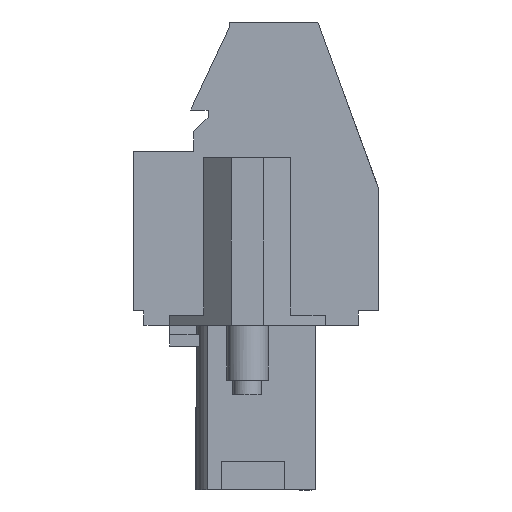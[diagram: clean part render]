
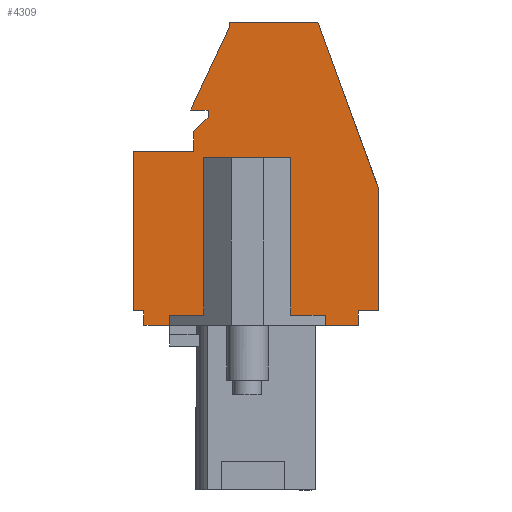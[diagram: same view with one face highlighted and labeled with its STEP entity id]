
A CAD part, left-side view. The second image highlights one B-rep face of the part: STEP entity #4309.
In plain terms, the highlighted planar face has unit normal (-1, 0, 0).
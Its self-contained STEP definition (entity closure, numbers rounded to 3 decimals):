
#1639=AXIS2_PLACEMENT_3D('Plane Axis2P3D',#1636,#1637,#1638) ;
#107=CARTESIAN_POINT('Line Origine',(3.47,1.782,7.95)) ;
#111=CARTESIAN_POINT('Vertex',(3.47,2.58,7.95)) ;
#113=CARTESIAN_POINT('Vertex',(3.47,0.983,7.95)) ;
#148=CARTESIAN_POINT('Vertex',(3.47,10.08,7.95)) ;
#151=CARTESIAN_POINT('Line Origine',(3.47,10.705,7.95)) ;
#155=CARTESIAN_POINT('Vertex',(3.47,11.33,7.95)) ;
#1636=CARTESIAN_POINT('Axis2P3D Location',(3.47,0.,0.)) ;
#4165=CARTESIAN_POINT('Line Origine',(3.47,0.983,8.3)) ;
#4169=CARTESIAN_POINT('Vertex',(3.47,0.983,8.65)) ;
#4172=CARTESIAN_POINT('Line Origine',(3.47,0.492,8.65)) ;
#4176=CARTESIAN_POINT('Vertex',(3.47,0.,8.65)) ;
#4179=CARTESIAN_POINT('Line Origine',(3.47,0.,11.611)) ;
#4183=CARTESIAN_POINT('Vertex',(3.47,0.,14.572)) ;
#4186=CARTESIAN_POINT('Line Origine',(3.47,1.461,18.586)) ;
#4190=CARTESIAN_POINT('Vertex',(3.47,2.922,22.6)) ;
#4193=CARTESIAN_POINT('Line Origine',(3.47,5.052,22.6)) ;
#4197=CARTESIAN_POINT('Vertex',(3.47,7.181,22.6)) ;
#4200=CARTESIAN_POINT('Line Origine',(3.47,7.181,22.5)) ;
#4204=CARTESIAN_POINT('Vertex',(3.47,7.181,22.4)) ;
#4207=CARTESIAN_POINT('Line Origine',(3.47,8.126,20.375)) ;
#4211=CARTESIAN_POINT('Vertex',(3.47,9.07,18.35)) ;
#4214=CARTESIAN_POINT('Line Origine',(3.47,8.65,18.35)) ;
#4218=CARTESIAN_POINT('Vertex',(3.47,8.23,18.35)) ;
#4221=CARTESIAN_POINT('Line Origine',(3.47,8.23,18.175)) ;
#4225=CARTESIAN_POINT('Vertex',(3.47,8.23,18.)) ;
#4228=CARTESIAN_POINT('Line Origine',(3.47,8.58,17.65)) ;
#4232=CARTESIAN_POINT('Vertex',(3.47,8.93,17.3)) ;
#4235=CARTESIAN_POINT('Line Origine',(3.47,8.93,16.825)) ;
#4239=CARTESIAN_POINT('Vertex',(3.47,8.93,16.35)) ;
#4242=CARTESIAN_POINT('Line Origine',(3.47,10.38,16.35)) ;
#4246=CARTESIAN_POINT('Vertex',(3.47,11.83,16.35)) ;
#4249=CARTESIAN_POINT('Line Origine',(3.47,11.83,12.5)) ;
#4253=CARTESIAN_POINT('Vertex',(3.47,11.83,8.65)) ;
#4256=CARTESIAN_POINT('Line Origine',(3.47,11.58,8.65)) ;
#4260=CARTESIAN_POINT('Vertex',(3.47,11.33,8.65)) ;
#4263=CARTESIAN_POINT('Line Origine',(3.47,11.33,8.3)) ;
#4268=CARTESIAN_POINT('Line Origine',(3.47,10.08,8.2)) ;
#4272=CARTESIAN_POINT('Vertex',(3.47,10.08,8.45)) ;
#4275=CARTESIAN_POINT('Line Origine',(3.47,6.33,8.45)) ;
#4279=CARTESIAN_POINT('Vertex',(3.47,2.58,8.45)) ;
#4282=CARTESIAN_POINT('Line Origine',(3.47,2.58,8.2)) ;
#108=DIRECTION('Vector Direction',(0.,-1.,0.)) ;
#152=DIRECTION('Vector Direction',(0.,-1.,0.)) ;
#1637=DIRECTION('Axis2P3D Direction',(-1.,0.,0.)) ;
#1638=DIRECTION('Axis2P3D XDirection',(0.,0.,1.)) ;
#4166=DIRECTION('Vector Direction',(0.,0.,1.)) ;
#4173=DIRECTION('Vector Direction',(0.,-1.,0.)) ;
#4180=DIRECTION('Vector Direction',(0.,0.,1.)) ;
#4187=DIRECTION('Vector Direction',(0.,-0.342,-0.94)) ;
#4194=DIRECTION('Vector Direction',(0.,-1.,0.)) ;
#4201=DIRECTION('Vector Direction',(0.,0.,1.)) ;
#4208=DIRECTION('Vector Direction',(0.,-0.423,0.906)) ;
#4215=DIRECTION('Vector Direction',(0.,1.,0.)) ;
#4222=DIRECTION('Vector Direction',(0.,0.,1.)) ;
#4229=DIRECTION('Vector Direction',(0.,-0.707,0.707)) ;
#4236=DIRECTION('Vector Direction',(0.,0.,1.)) ;
#4243=DIRECTION('Vector Direction',(0.,-1.,0.)) ;
#4250=DIRECTION('Vector Direction',(0.,0.,1.)) ;
#4257=DIRECTION('Vector Direction',(0.,1.,0.)) ;
#4264=DIRECTION('Vector Direction',(0.,0.,-1.)) ;
#4269=DIRECTION('Vector Direction',(0.,0.,1.)) ;
#4276=DIRECTION('Vector Direction',(0.,1.,0.)) ;
#4283=DIRECTION('Vector Direction',(0.,0.,1.)) ;
#109=VECTOR('Line Direction',#108,1.) ;
#153=VECTOR('Line Direction',#152,1.) ;
#4167=VECTOR('Line Direction',#4166,1.) ;
#4174=VECTOR('Line Direction',#4173,1.) ;
#4181=VECTOR('Line Direction',#4180,1.) ;
#4188=VECTOR('Line Direction',#4187,1.) ;
#4195=VECTOR('Line Direction',#4194,1.) ;
#4202=VECTOR('Line Direction',#4201,1.) ;
#4209=VECTOR('Line Direction',#4208,1.) ;
#4216=VECTOR('Line Direction',#4215,1.) ;
#4223=VECTOR('Line Direction',#4222,1.) ;
#4230=VECTOR('Line Direction',#4229,1.) ;
#4237=VECTOR('Line Direction',#4236,1.) ;
#4244=VECTOR('Line Direction',#4243,1.) ;
#4251=VECTOR('Line Direction',#4250,1.) ;
#4258=VECTOR('Line Direction',#4257,1.) ;
#4265=VECTOR('Line Direction',#4264,1.) ;
#4270=VECTOR('Line Direction',#4269,1.) ;
#4277=VECTOR('Line Direction',#4276,1.) ;
#4284=VECTOR('Line Direction',#4283,1.) ;
#4288=ORIENTED_EDGE('',*,*,#115,.T.) ;
#4289=ORIENTED_EDGE('',*,*,#4171,.T.) ;
#4290=ORIENTED_EDGE('',*,*,#4178,.T.) ;
#4291=ORIENTED_EDGE('',*,*,#4185,.T.) ;
#4292=ORIENTED_EDGE('',*,*,#4192,.T.) ;
#4293=ORIENTED_EDGE('',*,*,#4199,.T.) ;
#4294=ORIENTED_EDGE('',*,*,#4206,.T.) ;
#4295=ORIENTED_EDGE('',*,*,#4213,.T.) ;
#4296=ORIENTED_EDGE('',*,*,#4220,.T.) ;
#4297=ORIENTED_EDGE('',*,*,#4227,.T.) ;
#4298=ORIENTED_EDGE('',*,*,#4234,.T.) ;
#4299=ORIENTED_EDGE('',*,*,#4241,.T.) ;
#4300=ORIENTED_EDGE('',*,*,#4248,.T.) ;
#4301=ORIENTED_EDGE('',*,*,#4255,.T.) ;
#4302=ORIENTED_EDGE('',*,*,#4262,.T.) ;
#4303=ORIENTED_EDGE('',*,*,#4267,.T.) ;
#4304=ORIENTED_EDGE('',*,*,#157,.T.) ;
#4305=ORIENTED_EDGE('',*,*,#4274,.T.) ;
#4306=ORIENTED_EDGE('',*,*,#4281,.F.) ;
#4307=ORIENTED_EDGE('',*,*,#4286,.F.) ;
#4309=ADVANCED_FACE('HOUSING',(#4308),#1640,.T.) ;
#115=EDGE_CURVE('',#112,#114,#110,.T.) ;
#157=EDGE_CURVE('',#156,#149,#154,.T.) ;
#4171=EDGE_CURVE('',#114,#4170,#4168,.T.) ;
#4178=EDGE_CURVE('',#4170,#4177,#4175,.T.) ;
#4185=EDGE_CURVE('',#4177,#4184,#4182,.T.) ;
#4192=EDGE_CURVE('',#4184,#4191,#4189,.F.) ;
#4199=EDGE_CURVE('',#4191,#4198,#4196,.F.) ;
#4206=EDGE_CURVE('',#4198,#4205,#4203,.F.) ;
#4213=EDGE_CURVE('',#4205,#4212,#4210,.F.) ;
#4220=EDGE_CURVE('',#4212,#4219,#4217,.F.) ;
#4227=EDGE_CURVE('',#4219,#4226,#4224,.F.) ;
#4234=EDGE_CURVE('',#4226,#4233,#4231,.F.) ;
#4241=EDGE_CURVE('',#4233,#4240,#4238,.F.) ;
#4248=EDGE_CURVE('',#4240,#4247,#4245,.F.) ;
#4255=EDGE_CURVE('',#4247,#4254,#4252,.F.) ;
#4262=EDGE_CURVE('',#4254,#4261,#4259,.F.) ;
#4267=EDGE_CURVE('',#4261,#156,#4266,.T.) ;
#4274=EDGE_CURVE('',#149,#4273,#4271,.T.) ;
#4281=EDGE_CURVE('',#4280,#4273,#4278,.T.) ;
#4286=EDGE_CURVE('',#112,#4280,#4285,.T.) ;
#4287=EDGE_LOOP('',(#4288,#4289,#4290,#4291,#4292,#4293,#4294,#4295,#4296,#4297,#4298,#4299,#4300,#4301,#4302,#4303,#4304,#4305,#4306,#4307)) ;
#4308=FACE_OUTER_BOUND('',#4287,.T.) ;
#110=LINE('Line',#107,#109) ;
#154=LINE('Line',#151,#153) ;
#4168=LINE('Line',#4165,#4167) ;
#4175=LINE('Line',#4172,#4174) ;
#4182=LINE('Line',#4179,#4181) ;
#4189=LINE('Line',#4186,#4188) ;
#4196=LINE('Line',#4193,#4195) ;
#4203=LINE('Line',#4200,#4202) ;
#4210=LINE('Line',#4207,#4209) ;
#4217=LINE('Line',#4214,#4216) ;
#4224=LINE('Line',#4221,#4223) ;
#4231=LINE('Line',#4228,#4230) ;
#4238=LINE('Line',#4235,#4237) ;
#4245=LINE('Line',#4242,#4244) ;
#4252=LINE('Line',#4249,#4251) ;
#4259=LINE('Line',#4256,#4258) ;
#4266=LINE('Line',#4263,#4265) ;
#4271=LINE('Line',#4268,#4270) ;
#4278=LINE('Line',#4275,#4277) ;
#4285=LINE('Line',#4282,#4284) ;
#1640=PLANE('',#1639) ;
#112=VERTEX_POINT('',#111) ;
#114=VERTEX_POINT('',#113) ;
#149=VERTEX_POINT('',#148) ;
#156=VERTEX_POINT('',#155) ;
#4170=VERTEX_POINT('',#4169) ;
#4177=VERTEX_POINT('',#4176) ;
#4184=VERTEX_POINT('',#4183) ;
#4191=VERTEX_POINT('',#4190) ;
#4198=VERTEX_POINT('',#4197) ;
#4205=VERTEX_POINT('',#4204) ;
#4212=VERTEX_POINT('',#4211) ;
#4219=VERTEX_POINT('',#4218) ;
#4226=VERTEX_POINT('',#4225) ;
#4233=VERTEX_POINT('',#4232) ;
#4240=VERTEX_POINT('',#4239) ;
#4247=VERTEX_POINT('',#4246) ;
#4254=VERTEX_POINT('',#4253) ;
#4261=VERTEX_POINT('',#4260) ;
#4273=VERTEX_POINT('',#4272) ;
#4280=VERTEX_POINT('',#4279) ;
